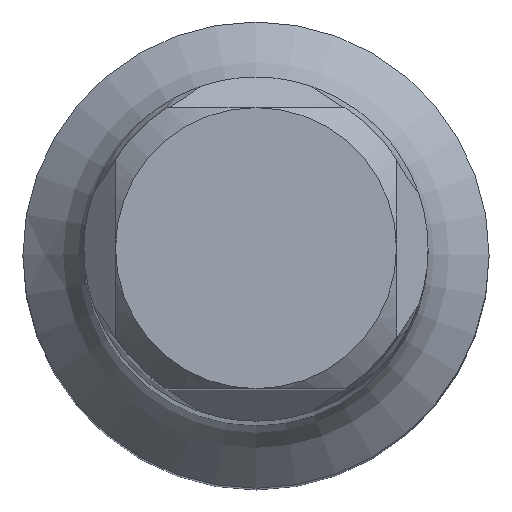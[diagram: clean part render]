
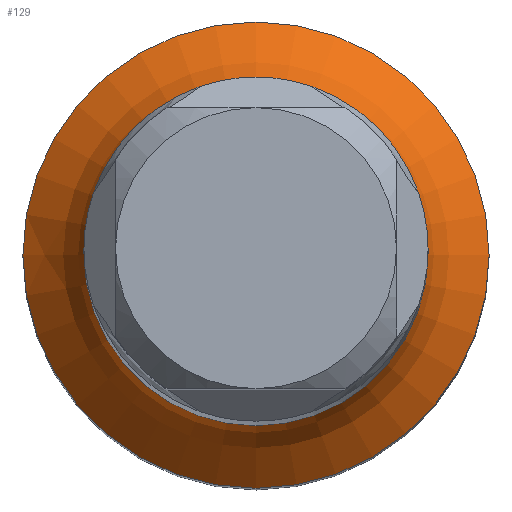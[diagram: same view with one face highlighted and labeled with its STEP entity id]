
A CAD part, top view. The second image highlights one B-rep face of the part: STEP entity #129.
In plain terms, the highlighted toroidal (fillet/blend) face has major radius 5.75 mm and minor radius 3 mm.
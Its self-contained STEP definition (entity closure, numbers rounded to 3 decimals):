
#50=FACE_BOUND('',#196,.T.);
#51=FACE_BOUND('',#197,.T.);
#74=TOROIDAL_SURFACE('',#551,5.75,3.);
#99=CIRCLE('',#548,4.065);
#100=CIRCLE('',#550,2.75);
#129=ADVANCED_FACE('NONE',(#50,#51),#74,.F.);
#196=EDGE_LOOP('',(#329));
#197=EDGE_LOOP('',(#330));
#329=ORIENTED_EDGE('',*,*,#437,.T.);
#330=ORIENTED_EDGE('',*,*,#436,.F.);
#380=VERTEX_POINT('',#889);
#381=VERTEX_POINT('',#892);
#436=EDGE_CURVE('NONE',#380,#380,#99,.T.);
#437=EDGE_CURVE('NONE',#381,#381,#100,.T.);
#548=AXIS2_PLACEMENT_3D('',#888,#668,#669);
#550=AXIS2_PLACEMENT_3D('',#891,#672,#673);
#551=AXIS2_PLACEMENT_3D('',#893,#674,#675);
#668=DIRECTION('',(0.,0.,-1.));
#669=DIRECTION('',(0.,1.,0.));
#672=DIRECTION('',(0.,0.,-1.));
#673=DIRECTION('',(-1.,0.,0.));
#674=DIRECTION('',(0.,0.,-1.));
#675=DIRECTION('',(-1.,0.,0.));
#888=CARTESIAN_POINT('',(0.,0.,-70.));
#889=CARTESIAN_POINT('',(0.,4.065,-70.));
#891=CARTESIAN_POINT('',(0.,0.,-67.518));
#892=CARTESIAN_POINT('',(-2.75,0.,-67.518));
#893=CARTESIAN_POINT('',(0.,0.,-67.518));
